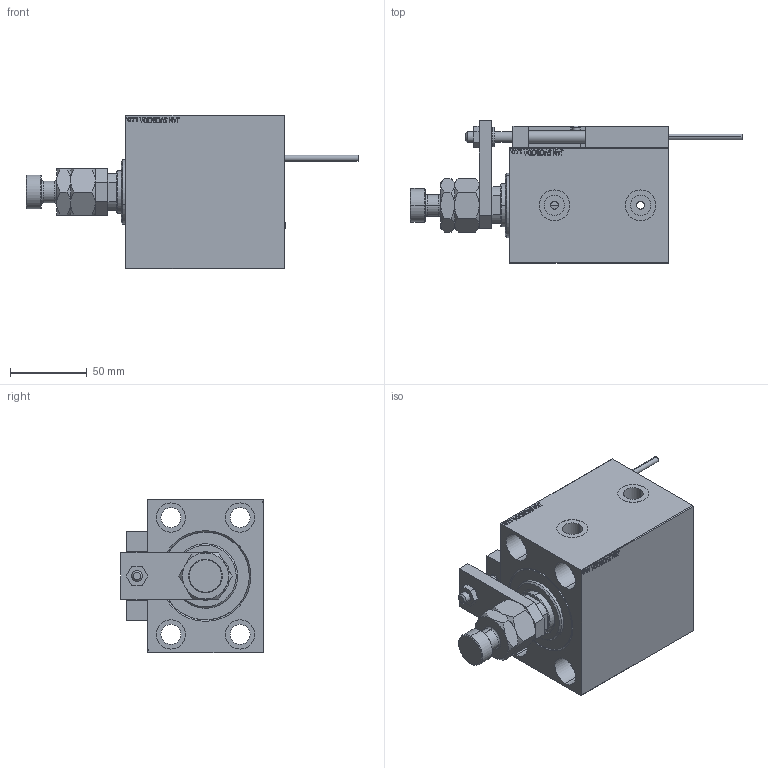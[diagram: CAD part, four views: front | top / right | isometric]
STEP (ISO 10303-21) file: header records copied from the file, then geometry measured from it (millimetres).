
FILE_DESCRIPTION (( 'STEP AP203' ), '1' );
FILE_NAME ('684a.STEP', '2022-04-17T07:05:36', ( '' ), ( '' ), 'SwSTEP 2.0', 'SolidWorks 2019', '' );
FILE_SCHEMA (( 'CONFIG_CONTROL_DESIGN' ));
Length unit declared in the file: millimetre
Products named in the file (16): NUT_D12 8c6bfefa6a6864b69c2fad1272796432; X_Y_MFA 8c6bfefa6a6864b69c2fad1272796432; TYC_L79 8c6bfefa6a6864b69c2fad1272796432; Block 8c6bfefa6a6864b69c2fad1272796432; SWITCH DIM B,W 8c6bfefa6a6864b69c2fad1272796432; ALLEN BOLT D8 8c6bfefa6a6864b69c2fad1272796432; ALLEN BOLT D5 8c6bfefa6a6864b69c2fad1272796432; 684a; SWITCH X 8c6bfefa6a6864b69c2fad1272796432; SWITCH_X_FRONT_BACK 8c6bfefa6a6864b69c2fad1272796432; V450CM_C_Body 8c6bfefa6a6864b69c2fad1272796432; MAGNET 8c6bfefa6a6864b69c2fad1272796432; V450CM_C_VCP 8c6bfefa6a6864b69c2fad1272796432; KONCOVKA 8c6bfefa6a6864b69c2fad1272796432; ZARAZKA 8c6bfefa6a6864b69c2fad1272796432; V450CM_VC_B 8c6bfefa6a6864b69c2fad1272796432
Assembly tree (25 placements, depth 3):
  684a
    V450CM_C_Body 8c6bfefa6a6864b69c2fad1272796432
    SWITCH X 8c6bfefa6a6864b69c2fad1272796432
      SWITCH_X_FRONT_BACK 8c6bfefa6a6864b69c2fad1272796432  x2
      TYC_L79 8c6bfefa6a6864b69c2fad1272796432
      Block 8c6bfefa6a6864b69c2fad1272796432  x2
      ALLEN BOLT D5 8c6bfefa6a6864b69c2fad1272796432  x4
      ALLEN BOLT D8 8c6bfefa6a6864b69c2fad1272796432  x4
      MAGNET 8c6bfefa6a6864b69c2fad1272796432  x2
      KONCOVKA 8c6bfefa6a6864b69c2fad1272796432  x2
    NUT_D12 8c6bfefa6a6864b69c2fad1272796432
    SWITCH DIM B,W 8c6bfefa6a6864b69c2fad1272796432
    ZARAZKA 8c6bfefa6a6864b69c2fad1272796432
    V450CM_C_VCP 8c6bfefa6a6864b69c2fad1272796432
    V450CM_VC_B 8c6bfefa6a6864b69c2fad1272796432
    X_Y_MFA 8c6bfefa6a6864b69c2fad1272796432
Bounding box: 216 x 92.5 x 100 mm (x, y, z)
Volume: 734357.1 mm3; surface area: 134639.3 mm2
Topology: 24 solids, 24 shells, 1351 faces, 3212 edges, 2045 vertices
Faces by surface type: plane 581, bspline 380, cylinder 204, cone 134, torus 48, sphere 4
Entity records: 52468 total; most frequent: CARTESIAN_POINT 26678, ORIENTED_EDGE 5444, DIRECTION 3756, EDGE_CURVE 2722, VERTEX_POINT 1769, VECTOR 1518, LINE 1518, EDGE_LOOP 1271
